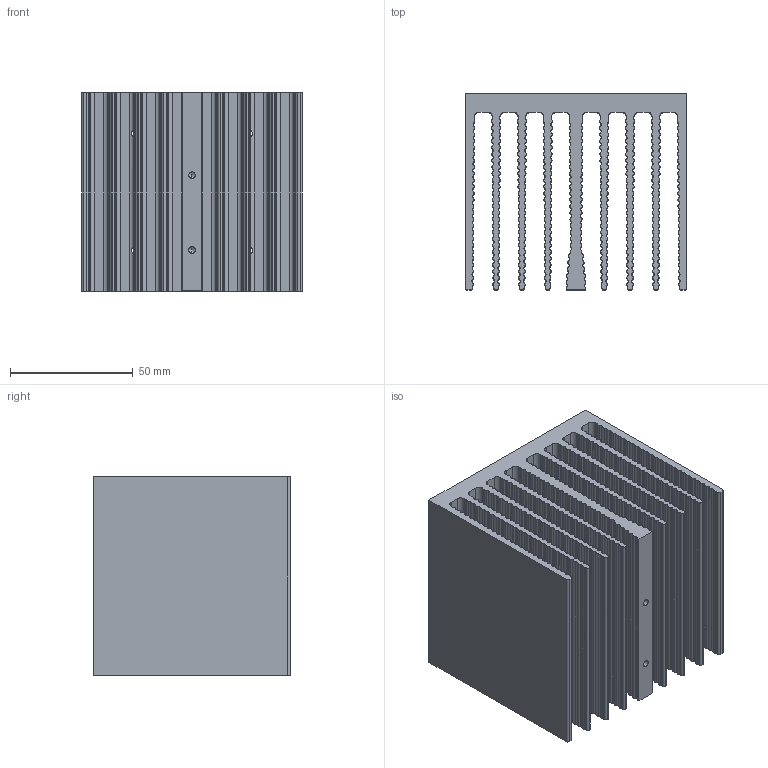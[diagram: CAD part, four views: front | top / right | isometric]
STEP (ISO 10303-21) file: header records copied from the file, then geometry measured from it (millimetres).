
FILE_DESCRIPTION (( 'STEP AP214' ), '1' );
FILE_NAME ('107504.STEP', '2011-07-09T18:17:54', ( 'LALo' ), ( 'Edi Foundation' ), 'SwSTEP 2.0', 'SolidWorks 2011', '' );
FILE_SCHEMA (( 'AUTOMOTIVE_DESIGN' ));
Products named in the file (1): 107504
Bounding box: 90.02 x 80.01 x 81 mm (x, y, z)
Surface area: 136470 mm2 (no closed solid volume)
Topology: 0 solids, 1388 shells, 1389 faces, 8289 edges, 8270 vertices
Faces by surface type: cylinder 1316, plane 55, cone 18
Entity records: 145559 total; most frequent: CARTESIAN_POINT 87435, DIRECTION 11045, ORIENTED_EDGE 8272, EDGE_CURVE 8271, VERTEX_POINT 8270, AXIS2_PLACEMENT_3D 4050, VECTOR 2945, LINE 2945
